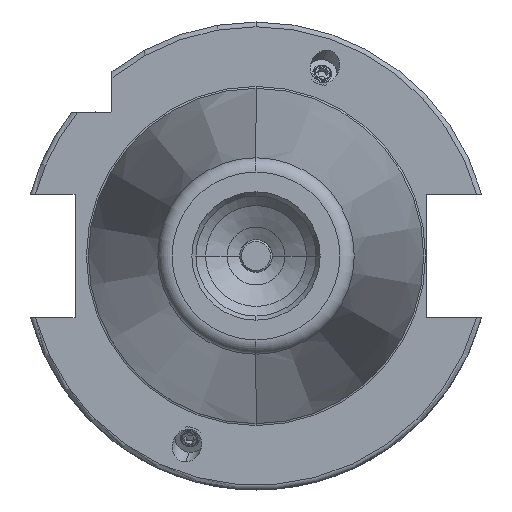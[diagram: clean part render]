
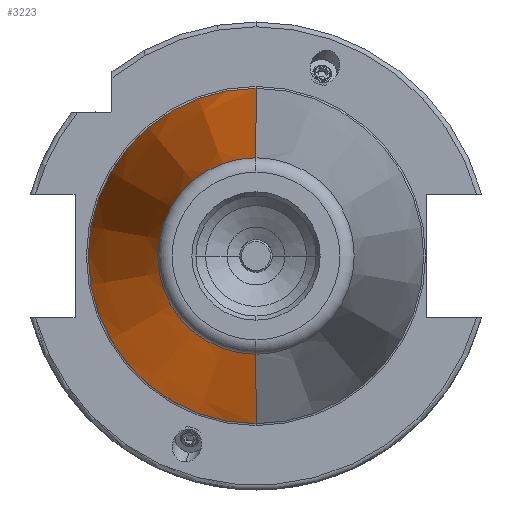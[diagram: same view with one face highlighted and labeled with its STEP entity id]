
A CAD part, left-side view. The second image highlights one B-rep face of the part: STEP entity #3223.
In plain terms, the highlighted conical face has half-angle 8.297 degrees and reference radius 34.925 mm.
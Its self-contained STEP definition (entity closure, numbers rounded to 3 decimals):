
#104 = AXIS2_PLACEMENT_3D ( 'NONE', #381, #2290, #2352 ) ;
#361 = CARTESIAN_POINT ( 'NONE',  ( 0., 34.925, 0. ) ) ;
#381 = CARTESIAN_POINT ( 'NONE',  ( 0., 0., 0. ) ) ;
#972 = ORIENTED_EDGE ( 'NONE', *, *, #4102, .F. ) ;
#1256 = ORIENTED_EDGE ( 'NONE', *, *, #8704, .T. ) ;
#1745 = CARTESIAN_POINT ( 'NONE',  ( -99.183, 20.461, 0. ) ) ;
#1764 = VECTOR ( 'NONE', #8940, 1000. ) ;
#1914 = EDGE_LOOP ( 'NONE', ( #972, #3495, #1256, #4984 ) ) ;
#2274 = VERTEX_POINT ( 'NONE', #5957 ) ;
#2290 = DIRECTION ( 'NONE',  ( -1., 0., 0. ) ) ;
#2325 = EDGE_CURVE ( 'NONE', #3541, #2274, #3333, .T. ) ;
#2352 = DIRECTION ( 'NONE',  ( 0., -1., 0. ) ) ;
#2404 = CARTESIAN_POINT ( 'NONE',  ( 0., 34.925, 0. ) ) ;
#2652 = VERTEX_POINT ( 'NONE', #1745 ) ;
#3223 = ADVANCED_FACE ( 'NONE', ( #6524 ), #10933, .T. ) ;
#3263 = DIRECTION ( 'NONE',  ( -1., 0., 0. ) ) ;
#3333 = LINE ( 'NONE', #9911, #1764 ) ;
#3393 = VECTOR ( 'NONE', #6134, 1000. ) ;
#3495 = ORIENTED_EDGE ( 'NONE', *, *, #2325, .T. ) ;
#3541 = VERTEX_POINT ( 'NONE', #4186 ) ;
#4102 = EDGE_CURVE ( 'NONE', #3541, #2652, #10275, .T. ) ;
#4186 = CARTESIAN_POINT ( 'NONE',  ( -99.183, -20.461, 0. ) ) ;
#4984 = ORIENTED_EDGE ( 'NONE', *, *, #7302, .F. ) ;
#5217 = LINE ( 'NONE', #2404, #3393 ) ;
#5929 = AXIS2_PLACEMENT_3D ( 'NONE', #5943, #3263, #11731 ) ;
#5943 = CARTESIAN_POINT ( 'NONE',  ( -99.183, 0., 0. ) ) ;
#5957 = CARTESIAN_POINT ( 'NONE',  ( 0., -34.925, 0. ) ) ;
#6134 = DIRECTION ( 'NONE',  ( 0.99, 0.144, 0. ) ) ;
#6421 = VERTEX_POINT ( 'NONE', #361 ) ;
#6524 = FACE_OUTER_BOUND ( 'NONE', #1914, .T. ) ;
#7302 = EDGE_CURVE ( 'NONE', #2652, #6421, #5217, .T. ) ;
#7551 = CIRCLE ( 'NONE', #104, 34.925 ) ;
#8458 = DIRECTION ( 'NONE',  ( 1., 0., 0. ) ) ;
#8704 = EDGE_CURVE ( 'NONE', #2274, #6421, #7551, .T. ) ;
#8940 = DIRECTION ( 'NONE',  ( 0.99, -0.144, 0. ) ) ;
#9308 = CARTESIAN_POINT ( 'NONE',  ( 0., 0., 0. ) ) ;
#9911 = CARTESIAN_POINT ( 'NONE',  ( 0., -34.925, 0. ) ) ;
#10275 = CIRCLE ( 'NONE', #5929, 20.461 ) ;
#10420 = AXIS2_PLACEMENT_3D ( 'NONE', #9308, #8458, #11205 ) ;
#10933 = CONICAL_SURFACE ( 'NONE', #10420, 34.925, 0.145 ) ;
#11205 = DIRECTION ( 'NONE',  ( 0., 1., 0. ) ) ;
#11731 = DIRECTION ( 'NONE',  ( 0., -1., 0. ) ) ;
